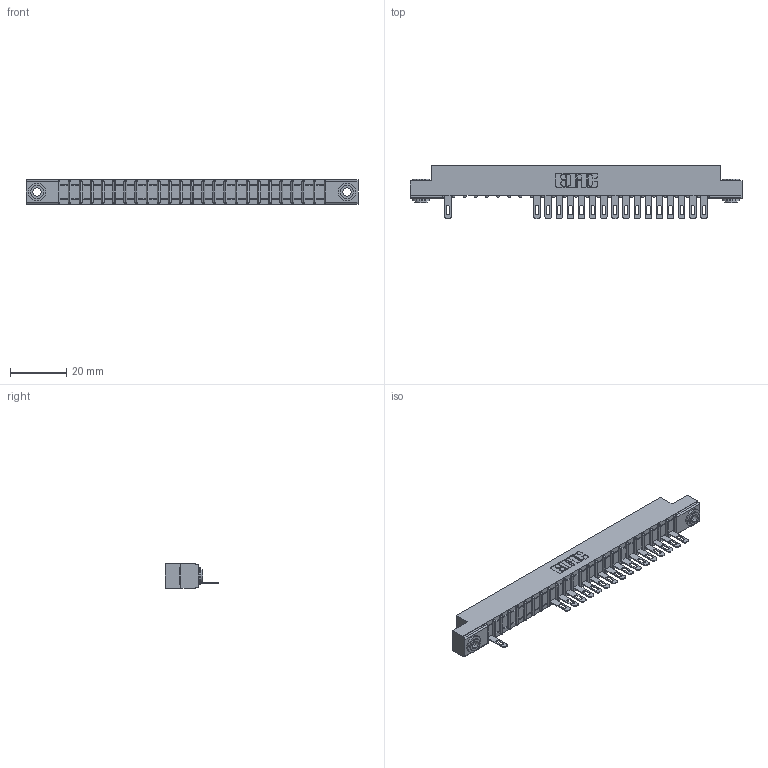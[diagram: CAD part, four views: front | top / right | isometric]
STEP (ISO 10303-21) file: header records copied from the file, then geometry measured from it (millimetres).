
FILE_DESCRIPTION (( 'STEP AP203' ), '1' );
FILE_NAME ('307-024-505-103.STEP', '2018-08-04T05:43:48', ( '' ), ( '' ), 'SwSTEP 2.0', 'SolidWorks 2016', '' );
FILE_SCHEMA (( 'CONFIG_CONTROL_DESIGN' ));
Length unit declared in the file: inch
Products named in the file (4): 307-290-001_505; 345-250-002_345-250-002-102; 307-024-505-103; 307 Part_.156 Dia Mounting Holes
Assembly tree (20 placements, depth 2):
  307-024-505-103
    307 Part_.156 Dia Mounting Holes
    307-290-001_505  x17
    345-250-002_345-250-002-102  x2
Bounding box: 118.11 x 19.18 x 8.71 mm (x, y, z)
Volume: 7374.8 mm3; surface area: 11282.4 mm2
Topology: 20 solids, 20 shells, 1287 faces, 3637 edges, 2330 vertices
Faces by surface type: plane 790, cylinder 439, sphere 50, cone 8
Entity records: 23609 total; most frequent: CARTESIAN_POINT 3978, ORIENTED_EDGE 3962, DIRECTION 3889, EDGE_CURVE 1981, LINE 1503, VECTOR 1503, VERTEX_POINT 1282, AXIS2_PLACEMENT_3D 1193
